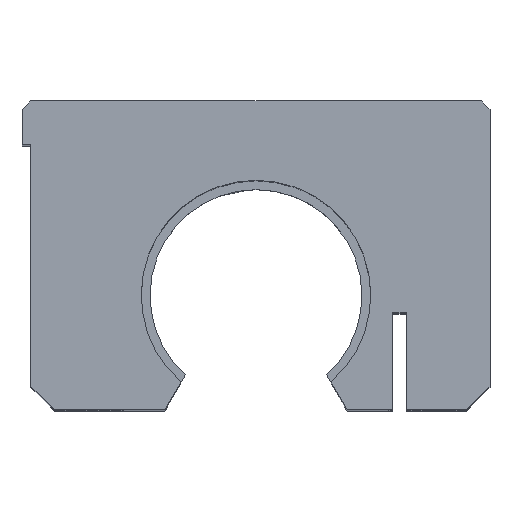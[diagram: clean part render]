
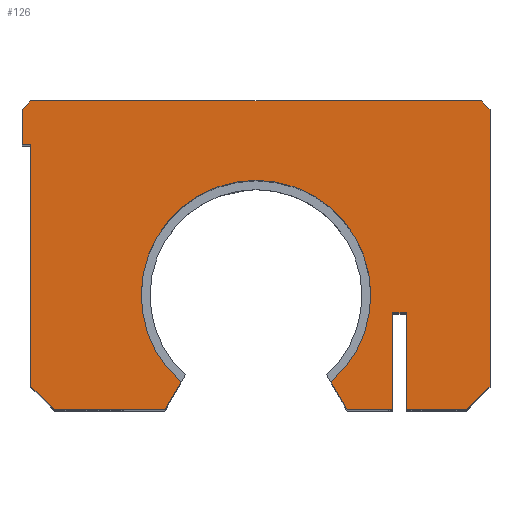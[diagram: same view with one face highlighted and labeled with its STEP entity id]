
A CAD part, top view. The second image highlights one B-rep face of the part: STEP entity #126.
In plain terms, the highlighted planar face has unit normal (0, 0, 1).
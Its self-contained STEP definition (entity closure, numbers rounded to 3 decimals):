
#126 = ADVANCED_FACE( '', ( #298 ), #299, .T. );
#298 = FACE_OUTER_BOUND( '', #550, .T. );
#299 = PLANE( '', #551 );
#550 = EDGE_LOOP( '', ( #1107, #1108, #1109, #1110, #1111, #1112, #1113, #1114, #1115, #1116, #1117, #1118, #1119, #1120, #1121, #1122, #1123, #1124, #1125 ) );
#551 = AXIS2_PLACEMENT_3D( '', #1126, #1127, #1128 );
#1107 = ORIENTED_EDGE( '', *, *, #1850, .T. );
#1108 = ORIENTED_EDGE( '', *, *, #1860, .F. );
#1109 = ORIENTED_EDGE( '', *, *, #1861, .T. );
#1110 = ORIENTED_EDGE( '', *, *, #1862, .T. );
#1111 = ORIENTED_EDGE( '', *, *, #1829, .T. );
#1112 = ORIENTED_EDGE( '', *, *, #1863, .F. );
#1113 = ORIENTED_EDGE( '', *, *, #1864, .F. );
#1114 = ORIENTED_EDGE( '', *, *, #1865, .F. );
#1115 = ORIENTED_EDGE( '', *, *, #1866, .F. );
#1116 = ORIENTED_EDGE( '', *, *, #1867, .F. );
#1117 = ORIENTED_EDGE( '', *, *, #1868, .F. );
#1118 = ORIENTED_EDGE( '', *, *, #1869, .F. );
#1119 = ORIENTED_EDGE( '', *, *, #1870, .F. );
#1120 = ORIENTED_EDGE( '', *, *, #1871, .F. );
#1121 = ORIENTED_EDGE( '', *, *, #1872, .F. );
#1122 = ORIENTED_EDGE( '', *, *, #1873, .F. );
#1123 = ORIENTED_EDGE( '', *, *, #1857, .T. );
#1124 = ORIENTED_EDGE( '', *, *, #1733, .T. );
#1125 = ORIENTED_EDGE( '', *, *, #1874, .T. );
#1126 = CARTESIAN_POINT( '', ( 0., 0., 84. ) );
#1127 = DIRECTION( '', ( 0., 0., 1. ) );
#1128 = DIRECTION( '', ( 1., 0., 0. ) );
#1733 = EDGE_CURVE( '', #2104, #2101, #2105, .T. );
#1829 = EDGE_CURVE( '', #2274, #2272, #2275, .T. );
#1850 = EDGE_CURVE( '', #2302, #2300, #2303, .T. );
#1857 = EDGE_CURVE( '', #2313, #2104, #2314, .T. );
#1860 = EDGE_CURVE( '', #2318, #2300, #2319, .T. );
#1861 = EDGE_CURVE( '', #2318, #2320, #2321, .T. );
#1862 = EDGE_CURVE( '', #2320, #2274, #2322, .T. );
#1863 = EDGE_CURVE( '', #2323, #2272, #2324, .T. );
#1864 = EDGE_CURVE( '', #2325, #2323, #2326, .T. );
#1865 = EDGE_CURVE( '', #2327, #2325, #2328, .T. );
#1866 = EDGE_CURVE( '', #2329, #2327, #2330, .T. );
#1867 = EDGE_CURVE( '', #2331, #2329, #2332, .T. );
#1868 = EDGE_CURVE( '', #2333, #2331, #2334, .T. );
#1869 = EDGE_CURVE( '', #2335, #2333, #2336, .T. );
#1870 = EDGE_CURVE( '', #2337, #2335, #2338, .T. );
#1871 = EDGE_CURVE( '', #2339, #2337, #2340, .T. );
#1872 = EDGE_CURVE( '', #2341, #2339, #2342, .T. );
#1873 = EDGE_CURVE( '', #2313, #2341, #2343, .T. );
#1874 = EDGE_CURVE( '', #2101, #2302, #2344, .T. );
#2101 = VERTEX_POINT( '', #2680 );
#2104 = VERTEX_POINT( '', #2684 );
#2105 = CIRCLE( '', #2685, 13. );
#2272 = VERTEX_POINT( '', #3065 );
#2274 = VERTEX_POINT( '', #3068 );
#2275 = LINE( '', #3069, #3070 );
#2300 = VERTEX_POINT( '', #3192 );
#2302 = VERTEX_POINT( '', #3195 );
#2303 = LINE( '', #3196, #3197 );
#2313 = VERTEX_POINT( '', #3213 );
#2314 = LINE( '', #3214, #3215 );
#2318 = VERTEX_POINT( '', #3221 );
#2319 = LINE( '', #3222, #3223 );
#2320 = VERTEX_POINT( '', #3224 );
#2321 = LINE( '', #3225, #3226 );
#2322 = LINE( '', #3227, #3228 );
#2323 = VERTEX_POINT( '', #3229 );
#2324 = LINE( '', #3230, #3231 );
#2325 = VERTEX_POINT( '', #3232 );
#2326 = LINE( '', #3233, #3234 );
#2327 = VERTEX_POINT( '', #3235 );
#2328 = LINE( '', #3236, #3237 );
#2329 = VERTEX_POINT( '', #3238 );
#2330 = LINE( '', #3239, #3240 );
#2331 = VERTEX_POINT( '', #3241 );
#2332 = LINE( '', #3242, #3243 );
#2333 = VERTEX_POINT( '', #3244 );
#2334 = LINE( '', #3245, #3246 );
#2335 = VERTEX_POINT( '', #3247 );
#2336 = LINE( '', #3248, #3249 );
#2337 = VERTEX_POINT( '', #3250 );
#2338 = LINE( '', #3251, #3252 );
#2339 = VERTEX_POINT( '', #3253 );
#2340 = LINE( '', #3254, #3255 );
#2341 = VERTEX_POINT( '', #3256 );
#2342 = LINE( '', #3257, #3258 );
#2343 = LINE( '', #3259, #3260 );
#2344 = CIRCLE( '', #3261, 13. );
#2680 = CARTESIAN_POINT( '', ( 0., 26., 84. ) );
#2684 = CARTESIAN_POINT( '', ( -8.5, 3.164, 84. ) );
#2685 = AXIS2_PLACEMENT_3D( '', #3622, #3623, #3624 );
#3065 = CARTESIAN_POINT( '', ( 17., 0., 84. ) );
#3068 = CARTESIAN_POINT( '', ( 17., 11., 84. ) );
#3069 = CARTESIAN_POINT( '', ( 17., 0., 84. ) );
#3070 = VECTOR( '', #3786, 1. );
#3192 = CARTESIAN_POINT( '', ( 10.327, 0., 84. ) );
#3195 = CARTESIAN_POINT( '', ( 8.5, 3.164, 84. ) );
#3196 = CARTESIAN_POINT( '', ( 9.324, 1.736, 84. ) );
#3197 = VECTOR( '', #3825, 1. );
#3213 = CARTESIAN_POINT( '', ( -10.327, 0., 84. ) );
#3214 = CARTESIAN_POINT( '', ( -3.872, 11.179, 84. ) );
#3215 = VECTOR( '', #3832, 1. );
#3221 = CARTESIAN_POINT( '', ( 15.5, 0., 84. ) );
#3222 = CARTESIAN_POINT( '', ( -22.8, 0., 84. ) );
#3223 = VECTOR( '', #3835, 1. );
#3224 = CARTESIAN_POINT( '', ( 15.5, 11., 84. ) );
#3225 = CARTESIAN_POINT( '', ( 15.5, 0., 84. ) );
#3226 = VECTOR( '', #3836, 1. );
#3227 = CARTESIAN_POINT( '', ( 8.5, 11., 84. ) );
#3228 = VECTOR( '', #3837, 1. );
#3229 = CARTESIAN_POINT( '', ( 23.8, 0., 84. ) );
#3230 = CARTESIAN_POINT( '', ( -22.8, 0., 84. ) );
#3231 = VECTOR( '', #3838, 1. );
#3232 = CARTESIAN_POINT( '', ( 26.5, 2.7, 84. ) );
#3233 = CARTESIAN_POINT( '', ( 23.8, 0., 84. ) );
#3234 = VECTOR( '', #3839, 1. );
#3235 = CARTESIAN_POINT( '', ( 26.5, 34., 84. ) );
#3236 = CARTESIAN_POINT( '', ( 26.5, 2.7, 84. ) );
#3237 = VECTOR( '', #3840, 1. );
#3238 = CARTESIAN_POINT( '', ( 25.5, 35., 84. ) );
#3239 = CARTESIAN_POINT( '', ( 26.5, 34., 84. ) );
#3240 = VECTOR( '', #3841, 1. );
#3241 = CARTESIAN_POINT( '', ( -25.5, 35., 84. ) );
#3242 = CARTESIAN_POINT( '', ( 25.5, 35., 84. ) );
#3243 = VECTOR( '', #3842, 1. );
#3244 = CARTESIAN_POINT( '', ( -26.5, 34., 84. ) );
#3245 = CARTESIAN_POINT( '', ( -25.5, 35., 84. ) );
#3246 = VECTOR( '', #3843, 1. );
#3247 = CARTESIAN_POINT( '', ( -26.5, 30., 84. ) );
#3248 = CARTESIAN_POINT( '', ( -26.5, 34., 84. ) );
#3249 = VECTOR( '', #3844, 1. );
#3250 = CARTESIAN_POINT( '', ( -25.5, 30., 84. ) );
#3251 = CARTESIAN_POINT( '', ( -26.5, 30., 84. ) );
#3252 = VECTOR( '', #3845, 1. );
#3253 = CARTESIAN_POINT( '', ( -25.5, 2.7, 84. ) );
#3254 = CARTESIAN_POINT( '', ( -25.5, 30., 84. ) );
#3255 = VECTOR( '', #3846, 1. );
#3256 = CARTESIAN_POINT( '', ( -22.8, 0., 84. ) );
#3257 = CARTESIAN_POINT( '', ( -25.5, 2.7, 84. ) );
#3258 = VECTOR( '', #3847, 1. );
#3259 = CARTESIAN_POINT( '', ( -22.8, 0., 84. ) );
#3260 = VECTOR( '', #3848, 1. );
#3261 = AXIS2_PLACEMENT_3D( '', #3849, #3850, #3851 );
#3622 = CARTESIAN_POINT( '', ( 0., 13., 84. ) );
#3623 = DIRECTION( '', ( 0., 0., -1. ) );
#3624 = DIRECTION( '', ( 0., 1., 0. ) );
#3786 = DIRECTION( '', ( 0., -1., 0. ) );
#3825 = DIRECTION( '', ( 0.5, -0.866, 0. ) );
#3832 = DIRECTION( '', ( 0.5, 0.866, 0. ) );
#3835 = DIRECTION( '', ( -1., 0., 0. ) );
#3836 = DIRECTION( '', ( 0., 1., 0. ) );
#3837 = DIRECTION( '', ( 1., 0., 0. ) );
#3838 = DIRECTION( '', ( -1., 0., 0. ) );
#3839 = DIRECTION( '', ( -0.707, -0.707, 0. ) );
#3840 = DIRECTION( '', ( 0., -1., 0. ) );
#3841 = DIRECTION( '', ( 0.707, -0.707, 0. ) );
#3842 = DIRECTION( '', ( 1., 0., 0. ) );
#3843 = DIRECTION( '', ( 0.707, 0.707, 0. ) );
#3844 = DIRECTION( '', ( 0., 1., 0. ) );
#3845 = DIRECTION( '', ( -1., 0., 0. ) );
#3846 = DIRECTION( '', ( 0., 1., 0. ) );
#3847 = DIRECTION( '', ( -0.707, 0.707, 0. ) );
#3848 = DIRECTION( '', ( -1., 0., 0. ) );
#3849 = CARTESIAN_POINT( '', ( 0., 13., 84. ) );
#3850 = DIRECTION( '', ( 0., 0., -1. ) );
#3851 = DIRECTION( '', ( 0., 1., 0. ) );
